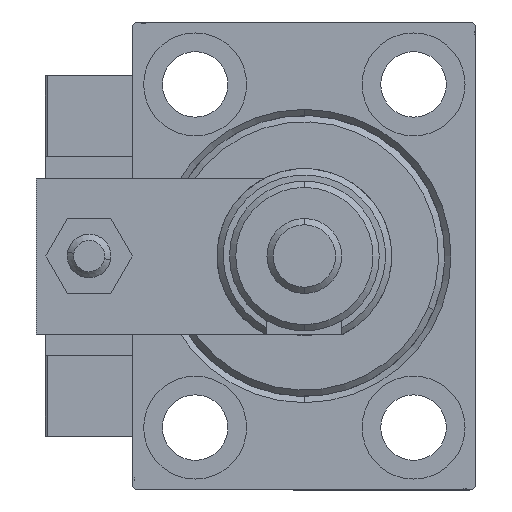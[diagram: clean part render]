
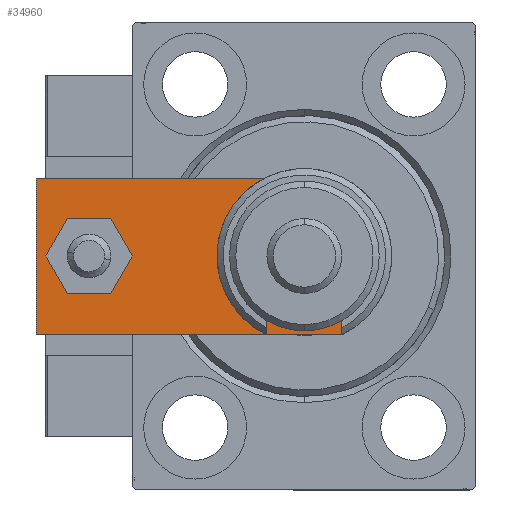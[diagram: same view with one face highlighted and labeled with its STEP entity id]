
A CAD part, left-side view. The second image highlights one B-rep face of the part: STEP entity #34960.
In plain terms, the highlighted face is planar.
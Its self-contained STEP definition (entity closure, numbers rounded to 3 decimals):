
#295 = VERTEX_POINT ( 'NONE', #23368 ) ;
#554 = CARTESIAN_POINT ( 'NONE',  ( -4., 46.5, 6. ) ) ;
#772 = CARTESIAN_POINT ( 'NONE',  ( 0., 46.5, 6. ) ) ;
#1527 = CARTESIAN_POINT ( 'NONE',  ( 0., 0., 6. ) ) ;
#1803 = PLANE ( 'NONE',  #23366 ) ;
#2229 = EDGE_CURVE ( 'NONE', #32530, #44561, #41570, .T. ) ;
#2483 = CIRCLE ( 'NONE', #32289, 4. ) ;
#2739 = DIRECTION ( 'NONE',  ( 0., 1., 0. ) ) ;
#3586 = EDGE_CURVE ( 'NONE', #37810, #295, #10214, .T. ) ;
#3983 = CARTESIAN_POINT ( 'NONE',  ( 0., 12., 6. ) ) ;
#4536 = EDGE_CURVE ( 'NONE', #14766, #34475, #2483, .T. ) ;
#4555 = LINE ( 'NONE', #15744, #50212 ) ;
#7454 = ORIENTED_EDGE ( 'NONE', *, *, #4536, .F. ) ;
#7613 = LINE ( 'NONE', #12916, #9031 ) ;
#8840 = CARTESIAN_POINT ( 'NONE',  ( 12.5, 55., 6. ) ) ;
#8999 = DIRECTION ( 'NONE',  ( 0., 0., 1. ) ) ;
#9029 = ORIENTED_EDGE ( 'NONE', *, *, #3586, .T. ) ;
#9031 = VECTOR ( 'NONE', #25412, 1000. ) ;
#10214 = LINE ( 'NONE', #30714, #26286 ) ;
#10936 = CARTESIAN_POINT ( 'NONE',  ( 0., 12., 6. ) ) ;
#11323 = VERTEX_POINT ( 'NONE', #16228 ) ;
#11403 = ORIENTED_EDGE ( 'NONE', *, *, #33751, .T. ) ;
#12458 = VERTEX_POINT ( 'NONE', #45067 ) ;
#12916 = CARTESIAN_POINT ( 'NONE',  ( -12.5, 55., 6. ) ) ;
#13397 = AXIS2_PLACEMENT_3D ( 'NONE', #772, #24995, #32494 ) ;
#14151 = VECTOR ( 'NONE', #14445, 1000. ) ;
#14445 = DIRECTION ( 'NONE',  ( 1., 0., 0. ) ) ;
#14766 = VERTEX_POINT ( 'NONE', #45516 ) ;
#15744 = CARTESIAN_POINT ( 'NONE',  ( -3.42, -3.42, 6. ) ) ;
#15824 = CARTESIAN_POINT ( 'NONE',  ( -8.25, 12., 6. ) ) ;
#16025 = AXIS2_PLACEMENT_3D ( 'NONE', #3983, #25000, #41282 ) ;
#16228 = CARTESIAN_POINT ( 'NONE',  ( 6.84, 0., 6. ) ) ;
#16630 = EDGE_LOOP ( 'NONE', ( #20754, #7454 ) ) ;
#16968 = DIRECTION ( 'NONE',  ( 1., 0., 0. ) ) ;
#17314 = ORIENTED_EDGE ( 'NONE', *, *, #48864, .F. ) ;
#18037 = DIRECTION ( 'NONE',  ( 1., 0., 0. ) ) ;
#18424 = CARTESIAN_POINT ( 'NONE',  ( -12.5, 0., 6. ) ) ;
#18881 = EDGE_CURVE ( 'NONE', #47294, #12458, #4555, .T. ) ;
#19052 = LINE ( 'NONE', #31864, #38660 ) ;
#19171 = DIRECTION ( 'NONE',  ( 0., 0., 1. ) ) ;
#19809 = VERTEX_POINT ( 'NONE', #41897 ) ;
#20754 = ORIENTED_EDGE ( 'NONE', *, *, #43915, .F. ) ;
#21477 = EDGE_LOOP ( 'NONE', ( #22060, #40794, #52754, #11403, #9029, #23974 ) ) ;
#22060 = ORIENTED_EDGE ( 'NONE', *, *, #40215, .T. ) ;
#22766 = EDGE_LOOP ( 'NONE', ( #17314, #30342 ) ) ;
#23366 = AXIS2_PLACEMENT_3D ( 'NONE', #1527, #8999, #18037 ) ;
#23368 = CARTESIAN_POINT ( 'NONE',  ( 12.5, 55., 6. ) ) ;
#23974 = ORIENTED_EDGE ( 'NONE', *, *, #46807, .T. ) ;
#24995 = DIRECTION ( 'NONE',  ( 0., 0., 1. ) ) ;
#25000 = DIRECTION ( 'NONE',  ( 0., 0., 1. ) ) ;
#25052 = CARTESIAN_POINT ( 'NONE',  ( 8.25, 12., 6. ) ) ;
#25232 = FACE_OUTER_BOUND ( 'NONE', #21477, .T. ) ;
#25412 = DIRECTION ( 'NONE',  ( 0., -1., 0. ) ) ;
#26286 = VECTOR ( 'NONE', #2739, 1000. ) ;
#26289 = FACE_BOUND ( 'NONE', #22766, .T. ) ;
#27822 = CARTESIAN_POINT ( 'NONE',  ( -12.5, 5.66, 6. ) ) ;
#28559 = DIRECTION ( 'NONE',  ( -1., 0., 0. ) ) ;
#30342 = ORIENTED_EDGE ( 'NONE', *, *, #2229, .F. ) ;
#30714 = CARTESIAN_POINT ( 'NONE',  ( 12.5, 0., 6. ) ) ;
#31296 = AXIS2_PLACEMENT_3D ( 'NONE', #10936, #19171, #35445 ) ;
#31864 = CARTESIAN_POINT ( 'NONE',  ( 3.42, -3.42, 6. ) ) ;
#32289 = AXIS2_PLACEMENT_3D ( 'NONE', #32973, #40989, #16968 ) ;
#32494 = DIRECTION ( 'NONE',  ( 1., 0., 0. ) ) ;
#32530 = VERTEX_POINT ( 'NONE', #25052 ) ;
#32548 = DIRECTION ( 'NONE',  ( 0.707, -0.707, 0. ) ) ;
#32966 = VECTOR ( 'NONE', #28559, 1000. ) ;
#32973 = CARTESIAN_POINT ( 'NONE',  ( 0., 46.5, 6. ) ) ;
#33036 = CIRCLE ( 'NONE', #31296, 8.25 ) ;
#33350 = LINE ( 'NONE', #8840, #32966 ) ;
#33751 = EDGE_CURVE ( 'NONE', #11323, #37810, #19052, .T. ) ;
#34475 = VERTEX_POINT ( 'NONE', #554 ) ;
#34960 = ADVANCED_FACE ( 'NONE', ( #38032, #25232, #26289 ), #1803, .T. ) ;
#35445 = DIRECTION ( 'NONE',  ( 1., 0., 0. ) ) ;
#36387 = CIRCLE ( 'NONE', #13397, 4. ) ;
#37810 = VERTEX_POINT ( 'NONE', #39421 ) ;
#38032 = FACE_BOUND ( 'NONE', #16630, .T. ) ;
#38660 = VECTOR ( 'NONE', #47901, 1000. ) ;
#38703 = LINE ( 'NONE', #18424, #14151 ) ;
#39421 = CARTESIAN_POINT ( 'NONE',  ( 12.5, 5.66, 6. ) ) ;
#40215 = EDGE_CURVE ( 'NONE', #19809, #47294, #7613, .T. ) ;
#40794 = ORIENTED_EDGE ( 'NONE', *, *, #18881, .T. ) ;
#40989 = DIRECTION ( 'NONE',  ( 0., 0., 1. ) ) ;
#41282 = DIRECTION ( 'NONE',  ( 1., 0., 0. ) ) ;
#41570 = CIRCLE ( 'NONE', #16025, 8.25 ) ;
#41897 = CARTESIAN_POINT ( 'NONE',  ( -12.5, 55., 6. ) ) ;
#43915 = EDGE_CURVE ( 'NONE', #34475, #14766, #36387, .T. ) ;
#44561 = VERTEX_POINT ( 'NONE', #15824 ) ;
#44780 = EDGE_CURVE ( 'NONE', #12458, #11323, #38703, .T. ) ;
#45067 = CARTESIAN_POINT ( 'NONE',  ( -6.84, 0., 6. ) ) ;
#45516 = CARTESIAN_POINT ( 'NONE',  ( 4., 46.5, 6. ) ) ;
#46807 = EDGE_CURVE ( 'NONE', #295, #19809, #33350, .T. ) ;
#47294 = VERTEX_POINT ( 'NONE', #27822 ) ;
#47901 = DIRECTION ( 'NONE',  ( 0.707, 0.707, 0. ) ) ;
#48864 = EDGE_CURVE ( 'NONE', #44561, #32530, #33036, .T. ) ;
#50212 = VECTOR ( 'NONE', #32548, 1000. ) ;
#52754 = ORIENTED_EDGE ( 'NONE', *, *, #44780, .T. ) ;
